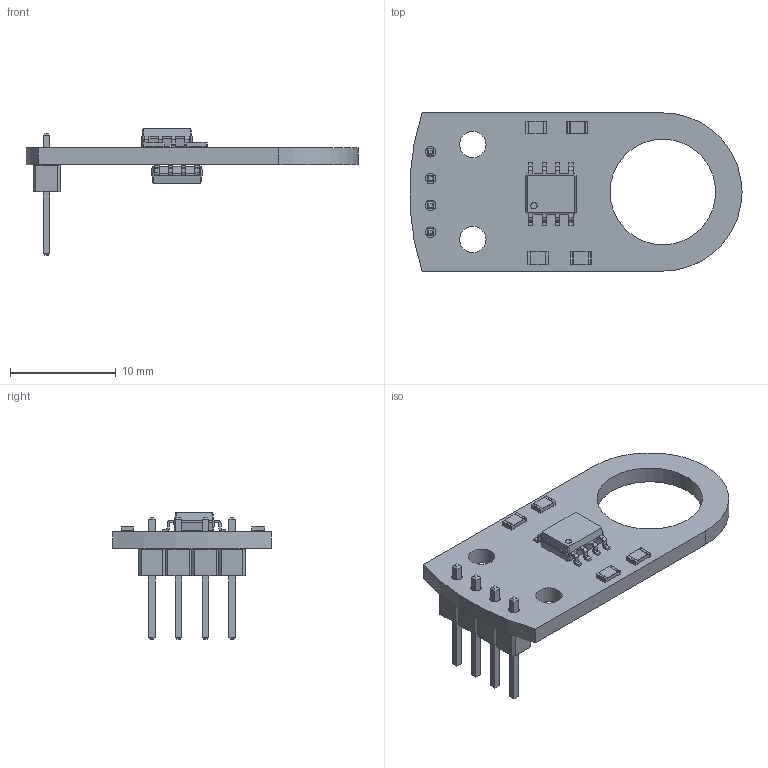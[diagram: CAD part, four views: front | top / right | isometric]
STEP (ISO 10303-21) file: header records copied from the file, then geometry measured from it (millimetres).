
FILE_DESCRIPTION(('KiCad electronic assembly'),'2;1');
FILE_NAME('DriveByWireMrSensor.step','2021-11-18T19:55:49',('An Author') ,('A Company'),'Open CASCADE STEP processor 6.9', 'KiCad to STEP converter','Unknown');
FILE_SCHEMA(('AUTOMOTIVE_DESIGN { 1 0 10303 214 1 1 1 1 }'));
Length unit declared in the file: millimetre
Products named in the file (8): Open CASCADE STEP translator 6.9 1; SOIC-8_3.9x4.9mm_P1.27mm; SOLID; PinHeader_1x04_P2.54mm_Vertical; R_0805_2012Metric; COMPOUND
Assembly tree (11 placements, depth 3):
  Open CASCADE STEP translator 6.9 1
    SOIC-8_3.9x4.9mm_P1.27mm  x2
      SOLID
    PinHeader_1x04_P2.54mm_Vertical
      SOLID
    R_0805_2012Metric  x4
      SOLID
    COMPOUND
Bounding box: 31.45 x 15 x 11.99 mm (x, y, z)
Volume: 704.7 mm3; surface area: 1327.3 mm2
Topology: 8 solids, 8 shells, 529 faces, 1349 edges, 846 vertices
Faces by surface type: plane 358, cylinder 107, bspline 64
Full cylindrical faces by diameter (mm): 0.6 x2, 1 x4, 2.5 x2, 10 x1
Entity records: 20671 total; most frequent: CARTESIAN_POINT 3619, DIRECTION 2739, LINE 1930, VECTOR 1930, ORIENTED_EDGE 1484, PCURVE 1484, DEFINITIONAL_REPRESENTATION 1484, EDGE_CURVE 742
